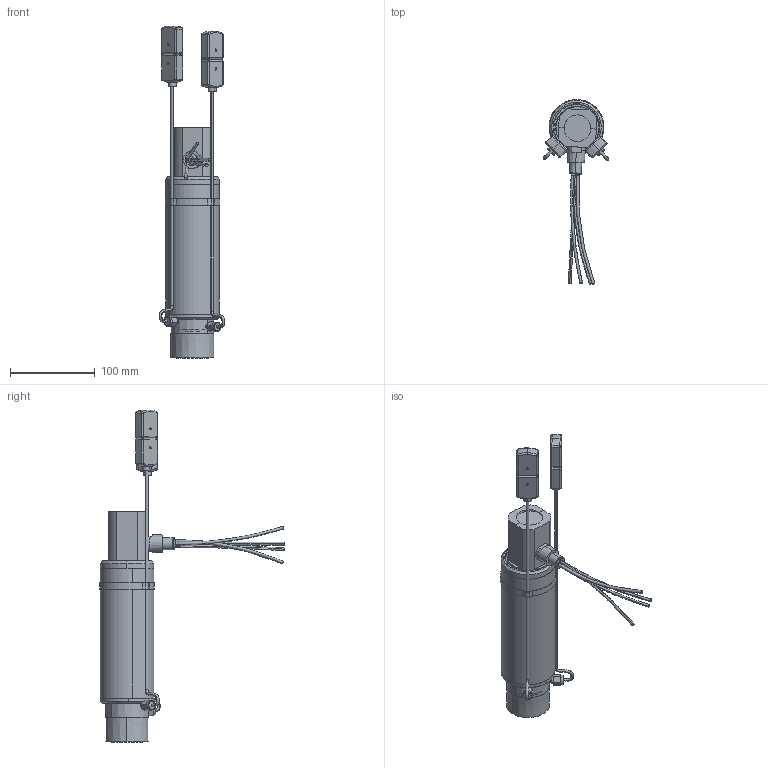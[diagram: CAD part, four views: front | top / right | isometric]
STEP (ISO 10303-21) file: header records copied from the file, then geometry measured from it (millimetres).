
FILE_DESCRIPTION (( 'STEP AP203' ), '1' );
FILE_NAME ('CT200-1CER-1F-1 1-4F-TF2 AUG2017 203.STEP', '2017-08-31T18:36:20', ( '' ), ( '' ), 'SwSTEP 2.0', 'SolidWorks 2017', '' );
FILE_SCHEMA (( 'CONFIG_CONTROL_DESIGN' ));
Length unit declared in the file: inch
Products named in the file (1): CT200-1CER-1F-1 1-4F-TF2 AUG2017 203
Bounding box: 77.48 x 218.58 x 392.4 mm (x, y, z)
Volume: 258898.9 mm3; surface area: 158067.6 mm2
Topology: 29 solids, 29 shells, 539 faces, 1241 edges, 751 vertices
Faces by surface type: cylinder 244, plane 151, bspline 70, cone 66, torus 8
Entity records: 18814 total; most frequent: CARTESIAN_POINT 6563, DIRECTION 2725, ORIENTED_EDGE 2418, EDGE_CURVE 1209, AXIS2_PLACEMENT_3D 1139, VERTEX_POINT 751, CIRCLE 669, EDGE_LOOP 610
